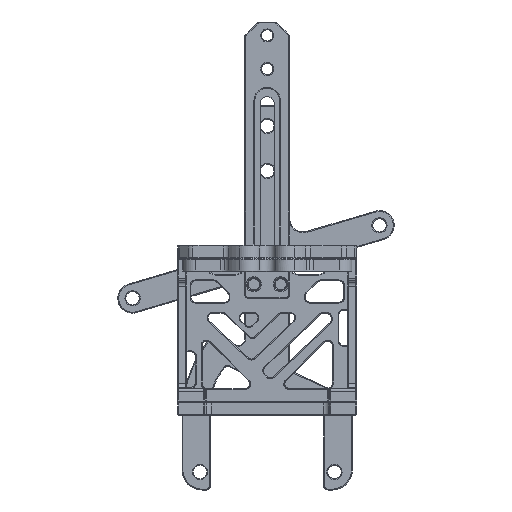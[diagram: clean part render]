
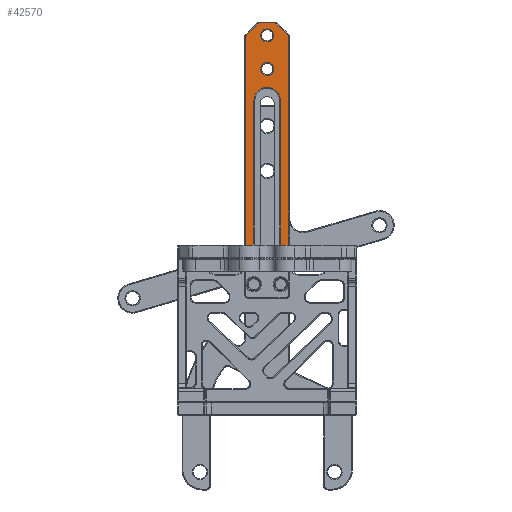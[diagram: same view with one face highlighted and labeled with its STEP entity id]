
A CAD part, front view. The second image highlights one B-rep face of the part: STEP entity #42570.
In plain terms, the highlighted planar face has unit normal (0, -1, 0).
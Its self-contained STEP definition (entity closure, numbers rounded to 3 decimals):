
#42389=CARTESIAN_POINT('',(-753.81,110.265,-71.72));
#42390=DIRECTION('',(0.,-1.,0.));
#42391=DIRECTION('',(1.,0.,0.));
#42392=AXIS2_PLACEMENT_3D('',#42389,#42390,#42391);
#42393=PLANE('',#42392);
#42394=CARTESIAN_POINT('',(77.687,110.265,115.016));
#42395=VERTEX_POINT('',#42394);
#42396=CARTESIAN_POINT('',(77.687,110.265,116.466));
#42397=DIRECTION('',(-0.,1.,-0.));
#42398=DIRECTION('',(0.,0.,-1.));
#42399=AXIS2_PLACEMENT_3D('',#42396,#42397,#42398);
#42400=CIRCLE('',#42399,1.45);
#42401=EDGE_CURVE('',#42395,#42395,#42400,.T.);
#42402=ORIENTED_EDGE('',*,*,#42401,.T.);
#42403=EDGE_LOOP('',(#42402));
#42404=FACE_BOUND('',#42403,.T.);
#42405=CARTESIAN_POINT('',(77.687,110.265,107.516));
#42406=VERTEX_POINT('',#42405);
#42407=CARTESIAN_POINT('',(77.687,110.265,108.966));
#42408=DIRECTION('',(-0.,1.,-0.));
#42409=DIRECTION('',(0.,0.,-1.));
#42410=AXIS2_PLACEMENT_3D('',#42407,#42408,#42409);
#42411=CIRCLE('',#42410,1.45);
#42412=EDGE_CURVE('',#42406,#42406,#42411,.T.);
#42413=ORIENTED_EDGE('',*,*,#42412,.T.);
#42414=EDGE_LOOP('',(#42413));
#42415=FACE_BOUND('',#42414,.T.);
#42416=CARTESIAN_POINT('',(72.887,110.265,67.466));
#42417=VERTEX_POINT('',#42416);
#42418=CARTESIAN_POINT('',(76.579,110.265,67.466));
#42419=VERTEX_POINT('',#42418);
#42420=CARTESIAN_POINT('',(72.887,110.265,67.466));
#42421=DIRECTION('',(1.,0.,-0.));
#42422=VECTOR('',#42421,3.692);
#42423=LINE('',#42420,#42422);
#42424=EDGE_CURVE('',#42417,#42419,#42423,.T.);
#42425=ORIENTED_EDGE('',*,*,#42424,.T.);
#42426=CARTESIAN_POINT('',(74.737,110.265,70.166));
#42427=VERTEX_POINT('',#42426);
#42428=CARTESIAN_POINT('',(77.637,110.265,70.166));
#42429=DIRECTION('',(-0.,1.,-0.));
#42430=DIRECTION('',(0.,0.,-1.));
#42431=AXIS2_PLACEMENT_3D('',#42428,#42429,#42430);
#42432=CIRCLE('',#42431,2.9);
#42433=EDGE_CURVE('',#42419,#42427,#42432,.T.);
#42434=ORIENTED_EDGE('',*,*,#42433,.T.);
#42435=CARTESIAN_POINT('',(74.737,110.265,101.966));
#42436=VERTEX_POINT('',#42435);
#42437=CARTESIAN_POINT('',(74.737,110.265,70.166));
#42438=DIRECTION('',(0.,0.,1.));
#42439=VECTOR('',#42438,31.8);
#42440=LINE('',#42437,#42439);
#42441=EDGE_CURVE('',#42427,#42436,#42440,.T.);
#42442=ORIENTED_EDGE('',*,*,#42441,.T.);
#42443=CARTESIAN_POINT('',(77.637,110.265,104.866));
#42444=VERTEX_POINT('',#42443);
#42445=CARTESIAN_POINT('',(77.637,110.265,101.966));
#42446=DIRECTION('',(-0.,1.,-0.));
#42447=DIRECTION('',(0.,0.,-1.));
#42448=AXIS2_PLACEMENT_3D('',#42445,#42446,#42447);
#42449=CIRCLE('',#42448,2.9);
#42450=EDGE_CURVE('',#42436,#42444,#42449,.T.);
#42451=ORIENTED_EDGE('',*,*,#42450,.T.);
#42452=CARTESIAN_POINT('',(77.737,110.265,104.866));
#42453=VERTEX_POINT('',#42452);
#42454=CARTESIAN_POINT('',(77.637,110.265,104.866));
#42455=DIRECTION('',(1.,0.,-0.));
#42456=VECTOR('',#42455,0.1);
#42457=LINE('',#42454,#42456);
#42458=EDGE_CURVE('',#42444,#42453,#42457,.T.);
#42459=ORIENTED_EDGE('',*,*,#42458,.T.);
#42460=CARTESIAN_POINT('',(80.637,110.265,101.966));
#42461=VERTEX_POINT('',#42460);
#42462=CARTESIAN_POINT('',(77.737,110.265,101.966));
#42463=DIRECTION('',(-0.,1.,-0.));
#42464=DIRECTION('',(0.,0.,-1.));
#42465=AXIS2_PLACEMENT_3D('',#42462,#42463,#42464);
#42466=CIRCLE('',#42465,2.9);
#42467=EDGE_CURVE('',#42453,#42461,#42466,.T.);
#42468=ORIENTED_EDGE('',*,*,#42467,.T.);
#42469=CARTESIAN_POINT('',(80.637,110.265,70.166));
#42470=VERTEX_POINT('',#42469);
#42471=CARTESIAN_POINT('',(80.637,110.265,101.966));
#42472=DIRECTION('',(0.,0.,-1.));
#42473=VECTOR('',#42472,31.8);
#42474=LINE('',#42471,#42473);
#42475=EDGE_CURVE('',#42461,#42470,#42474,.T.);
#42476=ORIENTED_EDGE('',*,*,#42475,.T.);
#42477=CARTESIAN_POINT('',(78.795,110.265,67.466));
#42478=VERTEX_POINT('',#42477);
#42479=CARTESIAN_POINT('',(77.737,110.265,70.166));
#42480=DIRECTION('',(-0.,1.,-0.));
#42481=DIRECTION('',(0.,0.,-1.));
#42482=AXIS2_PLACEMENT_3D('',#42479,#42480,#42481);
#42483=CIRCLE('',#42482,2.9);
#42484=EDGE_CURVE('',#42470,#42478,#42483,.T.);
#42485=ORIENTED_EDGE('',*,*,#42484,.T.);
#42486=CARTESIAN_POINT('',(82.487,110.265,67.466));
#42487=VERTEX_POINT('',#42486);
#42488=CARTESIAN_POINT('',(78.795,110.265,67.466));
#42489=DIRECTION('',(1.,0.,-0.));
#42490=VECTOR('',#42489,3.692);
#42491=LINE('',#42488,#42490);
#42492=EDGE_CURVE('',#42478,#42487,#42491,.T.);
#42493=ORIENTED_EDGE('',*,*,#42492,.T.);
#42494=CARTESIAN_POINT('',(82.487,110.265,116.052));
#42495=VERTEX_POINT('',#42494);
#42496=CARTESIAN_POINT('',(82.487,110.265,67.466));
#42497=DIRECTION('',(0.,0.,1.));
#42498=VECTOR('',#42497,48.586);
#42499=LINE('',#42496,#42498);
#42500=EDGE_CURVE('',#42487,#42495,#42499,.T.);
#42501=ORIENTED_EDGE('',*,*,#42500,.T.);
#42502=CARTESIAN_POINT('',(82.253,110.265,116.618));
#42503=VERTEX_POINT('',#42502);
#42504=CARTESIAN_POINT('',(81.687,110.265,116.052));
#42505=DIRECTION('',(0.,-1.,0.));
#42506=DIRECTION('',(0.,0.,-1.));
#42507=AXIS2_PLACEMENT_3D('',#42504,#42505,#42506);
#42508=CIRCLE('',#42507,0.8);
#42509=EDGE_CURVE('',#42495,#42503,#42508,.T.);
#42510=ORIENTED_EDGE('',*,*,#42509,.T.);
#42511=CARTESIAN_POINT('',(79.839,110.265,119.032));
#42512=VERTEX_POINT('',#42511);
#42513=CARTESIAN_POINT('',(82.253,110.265,116.618));
#42514=DIRECTION('',(-0.707,0.,0.707));
#42515=VECTOR('',#42514,3.414);
#42516=LINE('',#42513,#42515);
#42517=EDGE_CURVE('',#42503,#42512,#42516,.T.);
#42518=ORIENTED_EDGE('',*,*,#42517,.T.);
#42519=CARTESIAN_POINT('',(79.273,110.265,119.266));
#42520=VERTEX_POINT('',#42519);
#42521=CARTESIAN_POINT('',(79.273,110.265,118.466));
#42522=DIRECTION('',(0.,-1.,0.));
#42523=DIRECTION('',(0.,0.,-1.));
#42524=AXIS2_PLACEMENT_3D('',#42521,#42522,#42523);
#42525=CIRCLE('',#42524,0.8);
#42526=EDGE_CURVE('',#42512,#42520,#42525,.T.);
#42527=ORIENTED_EDGE('',*,*,#42526,.T.);
#42528=CARTESIAN_POINT('',(76.101,110.265,119.266));
#42529=VERTEX_POINT('',#42528);
#42530=CARTESIAN_POINT('',(79.273,110.265,119.266));
#42531=DIRECTION('',(-1.,0.,0.));
#42532=VECTOR('',#42531,3.172);
#42533=LINE('',#42530,#42532);
#42534=EDGE_CURVE('',#42520,#42529,#42533,.T.);
#42535=ORIENTED_EDGE('',*,*,#42534,.T.);
#42536=CARTESIAN_POINT('',(75.536,110.265,119.032));
#42537=VERTEX_POINT('',#42536);
#42538=CARTESIAN_POINT('',(76.101,110.265,118.466));
#42539=DIRECTION('',(0.,-1.,0.));
#42540=DIRECTION('',(0.,0.,-1.));
#42541=AXIS2_PLACEMENT_3D('',#42538,#42539,#42540);
#42542=CIRCLE('',#42541,0.8);
#42543=EDGE_CURVE('',#42529,#42537,#42542,.T.);
#42544=ORIENTED_EDGE('',*,*,#42543,.T.);
#42545=CARTESIAN_POINT('',(73.121,110.265,116.618));
#42546=VERTEX_POINT('',#42545);
#42547=CARTESIAN_POINT('',(75.536,110.265,119.032));
#42548=DIRECTION('',(-0.707,0.,-0.707));
#42549=VECTOR('',#42548,3.414);
#42550=LINE('',#42547,#42549);
#42551=EDGE_CURVE('',#42537,#42546,#42550,.T.);
#42552=ORIENTED_EDGE('',*,*,#42551,.T.);
#42553=CARTESIAN_POINT('',(72.887,110.265,116.052));
#42554=VERTEX_POINT('',#42553);
#42555=CARTESIAN_POINT('',(73.687,110.265,116.052));
#42556=DIRECTION('',(0.,-1.,0.));
#42557=DIRECTION('',(0.,0.,-1.));
#42558=AXIS2_PLACEMENT_3D('',#42555,#42556,#42557);
#42559=CIRCLE('',#42558,0.8);
#42560=EDGE_CURVE('',#42546,#42554,#42559,.T.);
#42561=ORIENTED_EDGE('',*,*,#42560,.T.);
#42562=CARTESIAN_POINT('',(72.887,110.265,116.052));
#42563=DIRECTION('',(0.,0.,-1.));
#42564=VECTOR('',#42563,48.586);
#42565=LINE('',#42562,#42564);
#42566=EDGE_CURVE('',#42554,#42417,#42565,.T.);
#42567=ORIENTED_EDGE('',*,*,#42566,.T.);
#42568=EDGE_LOOP('',(#42425,#42434,#42442,#42451,#42459,#42468,#42476,#42485,#42493,#42501,#42510,#42518,#42527,#42535,#42544,#42552,#42561,#42567));
#42569=FACE_BOUND('',#42568,.T.);
#42570=ADVANCED_FACE('',(#42404,#42415,#42569),#42393,.T.);
